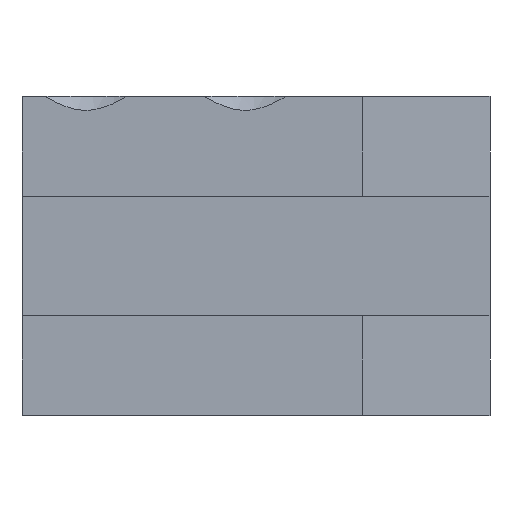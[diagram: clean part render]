
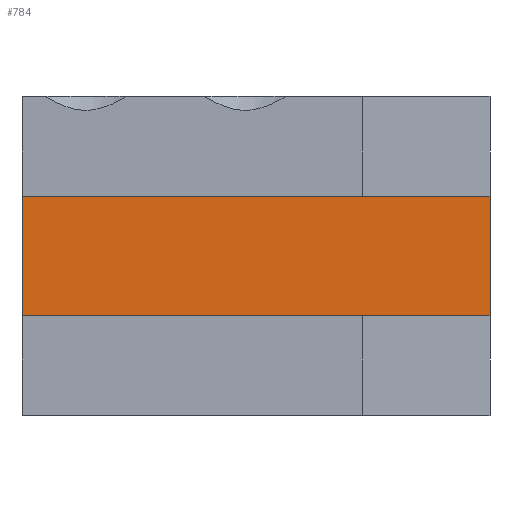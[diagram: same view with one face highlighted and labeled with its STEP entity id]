
A CAD part, front view. The second image highlights one B-rep face of the part: STEP entity #784.
In plain terms, the highlighted planar face has unit normal (0, -1, 0).
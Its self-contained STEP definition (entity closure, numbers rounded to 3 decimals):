
#64=PLANE('',#850);
#102=FACE_OUTER_BOUND('',#154,.T.);
#154=EDGE_LOOP('',(#726,#727,#728,#729));
#159=LINE('',#1061,#249);
#205=LINE('',#1191,#295);
#244=LINE('',#1268,#334);
#245=LINE('',#1270,#335);
#249=VECTOR('',#865,10.);
#295=VECTOR('',#963,10.);
#334=VECTOR('',#1040,10.);
#335=VECTOR('',#1043,10.);
#353=VERTEX_POINT('',#1057);
#355=VERTEX_POINT('',#1060);
#367=VERTEX_POINT('',#1095);
#401=VERTEX_POINT('',#1189);
#425=EDGE_CURVE('',#355,#353,#159,.T.);
#487=EDGE_CURVE('',#367,#401,#205,.T.);
#526=EDGE_CURVE('',#353,#367,#244,.T.);
#527=EDGE_CURVE('',#355,#401,#245,.T.);
#726=ORIENTED_EDGE('',*,*,#425,.T.);
#727=ORIENTED_EDGE('',*,*,#526,.T.);
#728=ORIENTED_EDGE('',*,*,#487,.T.);
#729=ORIENTED_EDGE('',*,*,#527,.F.);
#784=ADVANCED_FACE('',(#102),#64,.T.);
#850=AXIS2_PLACEMENT_3D('',#1269,#1041,#1042);
#865=DIRECTION('',(1.,0.,0.));
#963=DIRECTION('',(-1.,0.,0.));
#1040=DIRECTION('',(0.,0.,1.));
#1041=DIRECTION('center_axis',(0.,-1.,0.));
#1042=DIRECTION('ref_axis',(1.,0.,0.));
#1043=DIRECTION('',(0.,0.,1.));
#1057=CARTESIAN_POINT('',(22.,0.,4.7));
#1060=CARTESIAN_POINT('',(0.,0.,4.7));
#1061=CARTESIAN_POINT('',(0.,0.,4.7));
#1095=CARTESIAN_POINT('',(22.,0.,10.3));
#1189=CARTESIAN_POINT('',(0.,0.,10.3));
#1191=CARTESIAN_POINT('',(0.,0.,10.3));
#1268=CARTESIAN_POINT('',(22.,0.,0.));
#1269=CARTESIAN_POINT('Origin',(0.,0.,0.));
#1270=CARTESIAN_POINT('',(0.,0.,0.));
